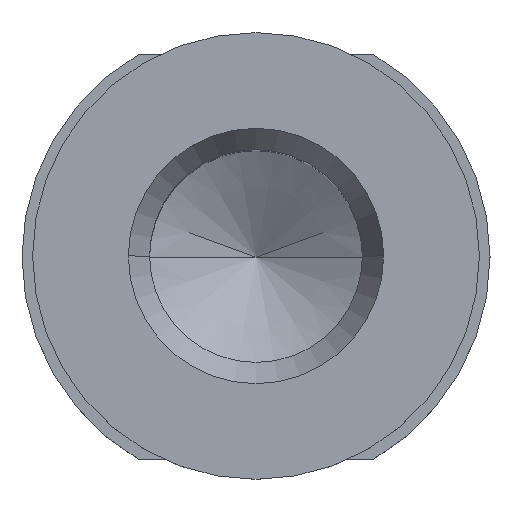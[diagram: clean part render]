
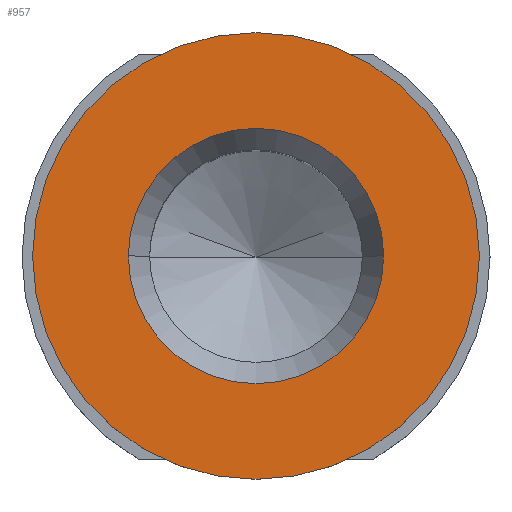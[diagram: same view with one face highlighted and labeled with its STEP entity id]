
A CAD part, top view. The second image highlights one B-rep face of the part: STEP entity #957.
In plain terms, the highlighted planar face has unit normal (0, 0, 1).
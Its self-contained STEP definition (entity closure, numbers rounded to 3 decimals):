
#333=CARTESIAN_POINT('',(-2.5,0.,29.943));
#334=DIRECTION('',(0.,0.,-1.));
#335=DIRECTION('',(-1.,0.,0.));
#336=AXIS2_PLACEMENT_3D('',#333,#334,#335);
#338=CARTESIAN_POINT('',(-2.5,0.,29.943));
#339=DIRECTION('',(0.,0.,1.));
#340=DIRECTION('',(-1.,0.,0.));
#341=AXIS2_PLACEMENT_3D('',#338,#339,#340);
#343=CARTESIAN_POINT('',(-2.5,0.,29.943));
#344=DIRECTION('',(0.,0.,1.));
#345=DIRECTION('',(-1.,0.,0.));
#346=AXIS2_PLACEMENT_3D('',#343,#344,#345);
#352=CARTESIAN_POINT('',(-2.5,0.,29.943));
#353=DIRECTION('',(0.,0.,-1.));
#354=DIRECTION('',(-1.,0.,0.));
#355=AXIS2_PLACEMENT_3D('',#352,#353,#354);
#459=CARTESIAN_POINT('',(-13.,0.,29.943));
#460=VERTEX_POINT('',#459);
#461=CARTESIAN_POINT('',(-8.5,0.,29.943));
#463=VERTEX_POINT('',#461);
#483=CARTESIAN_POINT('',(8.,0.,29.943));
#484=VERTEX_POINT('',#483);
#485=CARTESIAN_POINT('',(3.5,0.,29.943));
#487=VERTEX_POINT('',#485);
#942=CARTESIAN_POINT('',(-2.5,0.,29.943));
#943=DIRECTION('',(0.,0.,1.));
#944=DIRECTION('',(-1.,0.,0.));
#945=AXIS2_PLACEMENT_3D('',#942,#943,#944);
#946=PLANE('',#945);
#947=ORIENTED_EDGE('',*,*,#924,.T.);
#948=ORIENTED_EDGE('',*,*,#935,.F.);
#949=EDGE_LOOP('',(#947,#948));
#950=FACE_OUTER_BOUND('',#949,.F.);
#952=ORIENTED_EDGE('',*,*,#951,.T.);
#954=ORIENTED_EDGE('',*,*,#953,.F.);
#955=EDGE_LOOP('',(#952,#954));
#956=FACE_BOUND('',#955,.F.);
#957=ADVANCED_FACE('',(#950,#956),#946,.T.);
#337=CIRCLE('',#336,10.5);
#342=CIRCLE('',#341,10.5);
#347=CIRCLE('',#346,6.);
#356=CIRCLE('',#355,6.);
#924=EDGE_CURVE('',#460,#484,#337,.T.);
#935=EDGE_CURVE('',#460,#484,#342,.T.);
#951=EDGE_CURVE('',#463,#487,#347,.T.);
#953=EDGE_CURVE('',#463,#487,#356,.T.);
